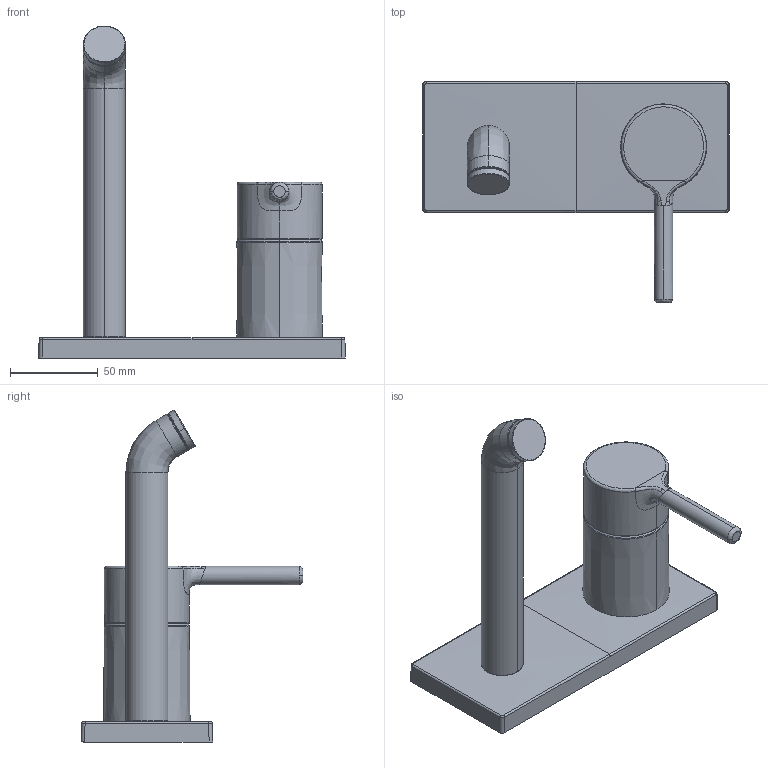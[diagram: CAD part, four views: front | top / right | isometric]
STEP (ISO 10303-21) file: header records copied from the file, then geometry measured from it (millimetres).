
FILE_DESCRIPTION (( 'STEP AP203' ), '1' );
FILE_NAME ('54802107(2022).STEP', '2022-01-27T07:35:21', ( '' ), ( '' ), 'SwSTEP 2.0', 'SolidWorks 2016', '' );
FILE_SCHEMA (( 'CONFIG_CONTROL_DESIGN' ));
Length unit declared in the file: millimetre
Products named in the file (1): 54802107(2022)
Bounding box: 175 x 126.5 x 189.54 mm (x, y, z)
Volume: 405308.4 mm3; surface area: 60973.4 mm2
Topology: 1 solids, 1 shells, 70 faces, 157 edges, 95 vertices
Faces by surface type: bspline 36, cylinder 16, plane 12, cone 2, torus 2, sphere 2
Entity records: 5358 total; most frequent: CARTESIAN_POINT 3985, ORIENTED_EDGE 314, DIRECTION 197, EDGE_CURVE 157, VERTEX_POINT 95, AXIS2_PLACEMENT_3D 85, EDGE_LOOP 76, FACE_OUTER_BOUND 70
